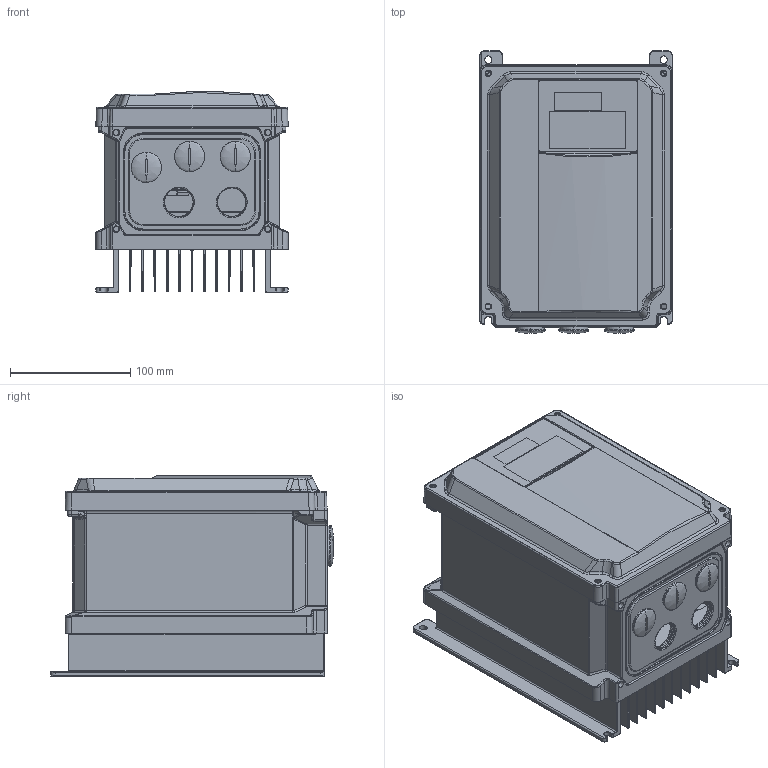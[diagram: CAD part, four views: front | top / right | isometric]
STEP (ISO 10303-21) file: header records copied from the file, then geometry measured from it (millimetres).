
FILE_DESCRIPTION (( 'STEP AP214' ), '1' );
FILE_NAME ('VFD-MS300-NEMA4X-A2(VFD4A2MS43MFSAA)(VFD4A2MS43MNSAA)(VFD7A5MS23MNSAA)-PD-3D01 R1b.STEP', '2020-03-04T17:15:24', ( '' ), ( '' ), 'SwSTEP 2.0', 'SolidWorks 2017', '' );
FILE_SCHEMA (( 'AUTOMOTIVE_DESIGN' ));
Length unit declared in the file: inch
Products named in the file (1): VFD-MS300-NEMA4X-A2(VFD4A2MS43MFSAA)(VFD4A2MS43MNSAA)(VFD7A5MS23MNSAA)-PD-3D01 R1b
Bounding box: 160 x 235.2 x 166.98 mm (x, y, z)
Volume: 943176.4 mm3; surface area: 609126.9 mm2
Topology: 11 solids, 11 shells, 3937 faces, 10410 edges, 6631 vertices
Faces by surface type: plane 2350, cylinder 834, bspline 565, cone 188
Entity records: 184513 total; most frequent: CARTESIAN_POINT 91356, ORIENTED_EDGE 20818, DIRECTION 15519, EDGE_CURVE 10409, LINE 6943, VECTOR 6943, VERTEX_POINT 6631, AXIS2_PLACEMENT_3D 4288
